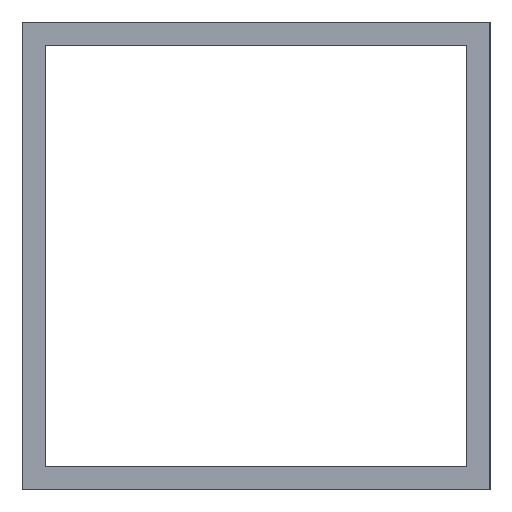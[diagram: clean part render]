
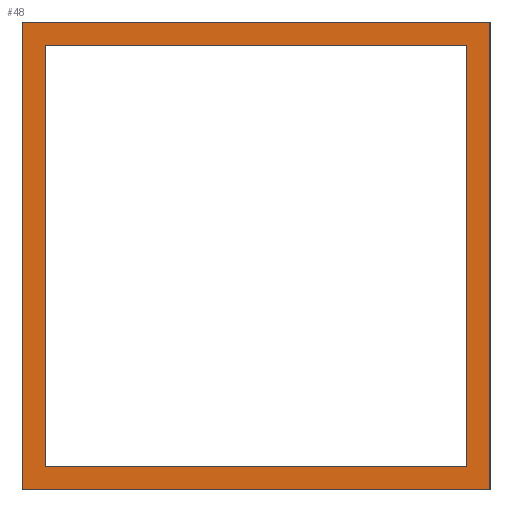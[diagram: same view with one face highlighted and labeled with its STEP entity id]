
A CAD part, left-side view. The second image highlights one B-rep face of the part: STEP entity #48.
In plain terms, the highlighted planar face has unit normal (-1, 0, 0).
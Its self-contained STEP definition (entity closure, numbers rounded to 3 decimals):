
#48 = ADVANCED_FACE( '', ( #93, #94 ), #95, .F. );
#93 = FACE_OUTER_BOUND( '', #132, .T. );
#94 = FACE_BOUND( '', #133, .T. );
#95 = PLANE( '', #134 );
#132 = EDGE_LOOP( '', ( #203, #204, #205, #206 ) );
#133 = EDGE_LOOP( '', ( #207, #208, #209, #210 ) );
#134 = AXIS2_PLACEMENT_3D( '', #211, #212, #213 );
#203 = ORIENTED_EDGE( '', *, *, #236, .F. );
#204 = ORIENTED_EDGE( '', *, *, #246, .F. );
#205 = ORIENTED_EDGE( '', *, *, #231, .F. );
#206 = ORIENTED_EDGE( '', *, *, #260, .F. );
#207 = ORIENTED_EDGE( '', *, *, #241, .T. );
#208 = ORIENTED_EDGE( '', *, *, #261, .T. );
#209 = ORIENTED_EDGE( '', *, *, #249, .T. );
#210 = ORIENTED_EDGE( '', *, *, #254, .T. );
#211 = CARTESIAN_POINT( '', ( 0., 0., 0. ) );
#212 = DIRECTION( '', ( 1., 0., 0. ) );
#213 = DIRECTION( '', ( 0., 0., -1. ) );
#231 = EDGE_CURVE( '', #265, #266, #267, .T. );
#236 = EDGE_CURVE( '', #274, #275, #276, .T. );
#241 = EDGE_CURVE( '', #283, #284, #285, .T. );
#246 = EDGE_CURVE( '', #266, #274, #292, .T. );
#249 = EDGE_CURVE( '', #295, #296, #297, .T. );
#254 = EDGE_CURVE( '', #296, #283, #304, .T. );
#260 = EDGE_CURVE( '', #275, #265, #310, .T. );
#261 = EDGE_CURVE( '', #284, #295, #311, .T. );
#265 = VERTEX_POINT( '', #315 );
#266 = VERTEX_POINT( '', #316 );
#267 = LINE( '', #317, #318 );
#274 = VERTEX_POINT( '', #328 );
#275 = VERTEX_POINT( '', #329 );
#276 = LINE( '', #330, #331 );
#283 = VERTEX_POINT( '', #341 );
#284 = VERTEX_POINT( '', #342 );
#285 = LINE( '', #343, #344 );
#292 = LINE( '', #354, #355 );
#295 = VERTEX_POINT( '', #359 );
#296 = VERTEX_POINT( '', #360 );
#297 = LINE( '', #361, #362 );
#304 = LINE( '', #372, #373 );
#310 = LINE( '', #382, #383 );
#311 = LINE( '', #384, #385 );
#315 = CARTESIAN_POINT( '', ( 0., -10., -10. ) );
#316 = CARTESIAN_POINT( '', ( 0., 10., -10. ) );
#317 = CARTESIAN_POINT( '', ( 0., -10., -10. ) );
#318 = VECTOR( '', #388, 1000. );
#328 = CARTESIAN_POINT( '', ( 0., 10., 10. ) );
#329 = CARTESIAN_POINT( '', ( 0., -10., 10. ) );
#330 = CARTESIAN_POINT( '', ( 0., 10., 10. ) );
#331 = VECTOR( '', #392, 1000. );
#341 = CARTESIAN_POINT( '', ( 0., 9., 9. ) );
#342 = CARTESIAN_POINT( '', ( 0., -9., 9. ) );
#343 = CARTESIAN_POINT( '', ( 0., 9., 9. ) );
#344 = VECTOR( '', #396, 1000. );
#354 = CARTESIAN_POINT( '', ( 0., 10., -10. ) );
#355 = VECTOR( '', #400, 1000. );
#359 = CARTESIAN_POINT( '', ( 0., -9., -9. ) );
#360 = CARTESIAN_POINT( '', ( 0., 9., -9. ) );
#361 = CARTESIAN_POINT( '', ( 0., -9., -9. ) );
#362 = VECTOR( '', #402, 1000. );
#372 = CARTESIAN_POINT( '', ( 0., 9., -9. ) );
#373 = VECTOR( '', #406, 1000. );
#382 = CARTESIAN_POINT( '', ( 0., -10., 10. ) );
#383 = VECTOR( '', #410, 1000. );
#384 = CARTESIAN_POINT( '', ( 0., -9., 9. ) );
#385 = VECTOR( '', #411, 1000. );
#388 = DIRECTION( '', ( 0., 1., 0. ) );
#392 = DIRECTION( '', ( 0., -1., 0. ) );
#396 = DIRECTION( '', ( 0., -1., 0. ) );
#400 = DIRECTION( '', ( 0., 0., 1. ) );
#402 = DIRECTION( '', ( 0., 1., 0. ) );
#406 = DIRECTION( '', ( 0., 0., 1. ) );
#410 = DIRECTION( '', ( 0., 0., -1. ) );
#411 = DIRECTION( '', ( 0., 0., -1. ) );
